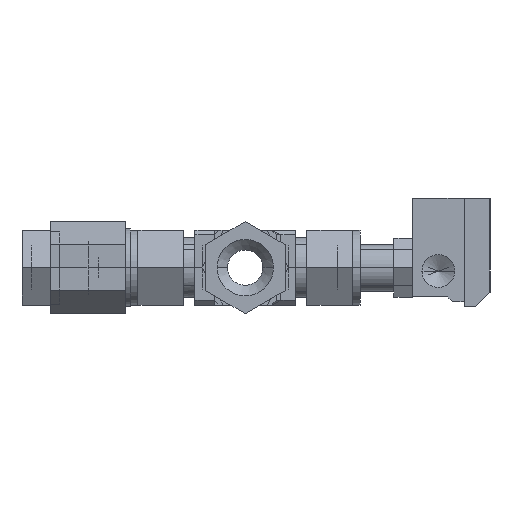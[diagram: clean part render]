
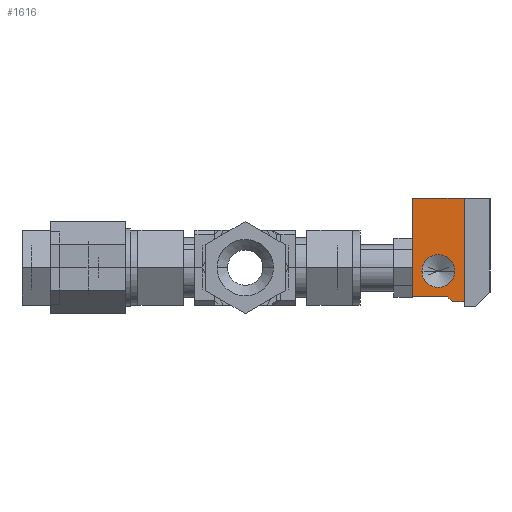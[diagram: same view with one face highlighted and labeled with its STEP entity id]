
A CAD part, left-side view. The second image highlights one B-rep face of the part: STEP entity #1616.
In plain terms, the highlighted planar face has unit normal (-1, 0, 0).
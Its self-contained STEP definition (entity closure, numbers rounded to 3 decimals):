
#1616=ADVANCED_FACE('',(#5065,#5066),#5067,.F.);
#5065=FACE_BOUND('',#9864,.T.);
#5066=FACE_OUTER_BOUND('',#9865,.T.);
#5067=PLANE('',#9866);
#9864=EDGE_LOOP('',(#20358,#20359));
#9865=EDGE_LOOP('',(#20360,#20361,#20362,#20363,#20364,#20365));
#9866=AXIS2_PLACEMENT_3D('',#20366,#20367,#20368);
#20358=ORIENTED_EDGE('',*,*,#31730,.T.);
#20359=ORIENTED_EDGE('',*,*,#31170,.T.);
#20360=ORIENTED_EDGE('',*,*,#31748,.T.);
#20361=ORIENTED_EDGE('',*,*,#31733,.T.);
#20362=ORIENTED_EDGE('',*,*,#31737,.T.);
#20363=ORIENTED_EDGE('',*,*,#31740,.T.);
#20364=ORIENTED_EDGE('',*,*,#31743,.T.);
#20365=ORIENTED_EDGE('',*,*,#31746,.T.);
#20366=CARTESIAN_POINT('',(-1252.107,-53.035,104.07));
#20367=DIRECTION('',(1.0,0.,0.));
#20368=DIRECTION('',(0.,1.0,0.));
#31170=EDGE_CURVE('',#37608,#37605,#37609,.T.);
#31730=EDGE_CURVE('',#37605,#37608,#38540,.T.);
#31733=EDGE_CURVE('',#38546,#38544,#38547,.T.);
#31737=EDGE_CURVE('',#38544,#38551,#38553,.T.);
#31740=EDGE_CURVE('',#38551,#38556,#38558,.T.);
#31743=EDGE_CURVE('',#38556,#38561,#38563,.T.);
#31746=EDGE_CURVE('',#38561,#38566,#38568,.T.);
#31748=EDGE_CURVE('',#38566,#38546,#38570,.T.);
#37605=VERTEX_POINT('',#47540);
#37608=VERTEX_POINT('',#47544);
#37609=CIRCLE('',#47545,5.556);
#38540=CIRCLE('',#48665,5.556);
#38544=VERTEX_POINT('',#48670);
#38546=VERTEX_POINT('',#48673);
#38547=LINE('',#48674,#48675);
#38551=VERTEX_POINT('',#48681);
#38553=LINE('',#48684,#48685);
#38556=VERTEX_POINT('',#48689);
#38558=LINE('',#48692,#48693);
#38561=VERTEX_POINT('',#48697);
#38563=LINE('',#48700,#48701);
#38566=VERTEX_POINT('',#48705);
#38568=LINE('',#48708,#48709);
#38570=LINE('',#48712,#48713);
#47540=CARTESIAN_POINT('',(-1252.107,-58.426,96.582));
#47544=CARTESIAN_POINT('',(-1252.107,-47.314,96.582));
#47545=AXIS2_PLACEMENT_3D('',#60548,#60549,#60550);
#48665=AXIS2_PLACEMENT_3D('',#61850,#61851,#61852);
#48670=CARTESIAN_POINT('',(-1252.107,-56.058,87.851));
#48673=CARTESIAN_POINT('',(-1252.107,-44.139,87.851));
#48674=CARTESIAN_POINT('',(-1252.107,-44.139,87.851));
#48675=VECTOR('',#61855,11.919);
#48681=CARTESIAN_POINT('',(-1252.107,-57.645,86.264));
#48684=CARTESIAN_POINT('',(-1252.107,-56.058,87.851));
#48685=VECTOR('',#61859,2.245);
#48689=CARTESIAN_POINT('',(-1252.107,-61.614,86.264));
#48692=CARTESIAN_POINT('',(-1252.107,-57.645,86.264));
#48693=VECTOR('',#61862,3.969);
#48697=CARTESIAN_POINT('',(-1252.107,-61.614,121.189));
#48700=CARTESIAN_POINT('',(-1252.107,-61.614,86.264));
#48701=VECTOR('',#61865,34.925);
#48705=CARTESIAN_POINT('',(-1252.107,-44.139,121.189));
#48708=CARTESIAN_POINT('',(-1252.107,-61.614,121.189));
#48709=VECTOR('',#61868,17.475);
#48712=CARTESIAN_POINT('',(-1252.107,-44.139,121.189));
#48713=VECTOR('',#61870,33.338);
#60548=CARTESIAN_POINT('',(-1252.107,-52.87,96.582));
#60549=DIRECTION('',(1.0,0.,0.));
#60550=DIRECTION('',(0.,-1.0,0.));
#61850=CARTESIAN_POINT('',(-1252.107,-52.87,96.582));
#61851=DIRECTION('',(1.0,0.,0.));
#61852=DIRECTION('',(0.,-1.0,0.));
#61855=DIRECTION('',(0.,-1.0,0.));
#61859=DIRECTION('',(0.,-0.707,-0.707));
#61862=DIRECTION('',(0.,-1.0,0.));
#61865=DIRECTION('',(0.,0.,1.0));
#61868=DIRECTION('',(0.,1.0,0.));
#61870=DIRECTION('',(0.,0.,-1.0));
